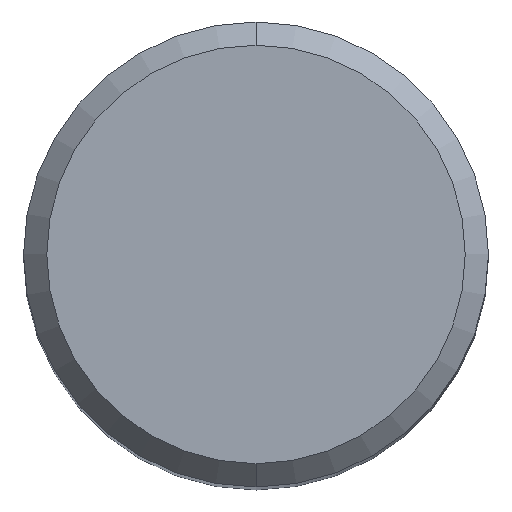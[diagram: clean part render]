
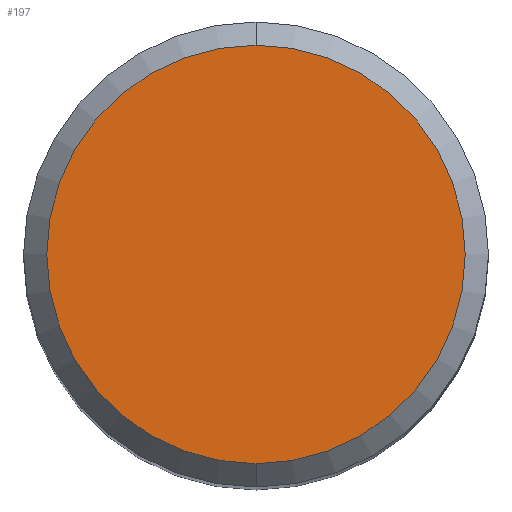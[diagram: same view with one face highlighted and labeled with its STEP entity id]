
A CAD part, top view. The second image highlights one B-rep face of the part: STEP entity #197.
In plain terms, the highlighted planar face has unit normal (0, 0, 1).
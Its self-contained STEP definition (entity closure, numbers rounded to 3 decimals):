
#101=VERTEX_POINT('',#252);
#149=EDGE_CURVE('',#181,#101,#307,.T.);
#181=VERTEX_POINT('',#342);
#197=ADVANCED_FACE('',(#361),#362,.T.);
#201=EDGE_CURVE('',#101,#181,#366,.T.);
#252=CARTESIAN_POINT('',(0.0,5.4,0.0));
#307=CIRCLE('',#481,5.4);
#342=CARTESIAN_POINT('',(0.,-5.4,0.0));
#361=FACE_OUTER_BOUND('',#552,.T.);
#362=PLANE('',#553);
#366=CIRCLE('',#558,5.4);
#481=AXIS2_PLACEMENT_3D('',#674,#675,#676);
#552=EDGE_LOOP('',(#742,#743));
#553=AXIS2_PLACEMENT_3D('',#744,#745,#746);
#558=AXIS2_PLACEMENT_3D('',#747,#748,#749);
#674=CARTESIAN_POINT('',(0.0,0.0,0.0));
#675=DIRECTION('',(0.0,0.0,-1.0));
#676=DIRECTION('',(0.0,1.0,0.0));
#742=ORIENTED_EDGE('',*,*,#201,.F.);
#743=ORIENTED_EDGE('',*,*,#149,.F.);
#744=CARTESIAN_POINT('',(0.0,2.7,0.0));
#745=DIRECTION('',(-0.0,0.0,1.0));
#746=DIRECTION('',(0.0,-1.0,0.0));
#747=CARTESIAN_POINT('',(0.0,0.0,0.0));
#748=DIRECTION('',(0.0,0.0,-1.0));
#749=DIRECTION('',(0.0,1.0,0.0));
